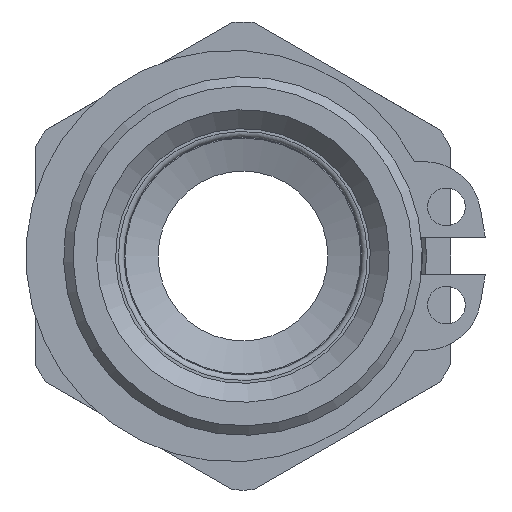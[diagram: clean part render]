
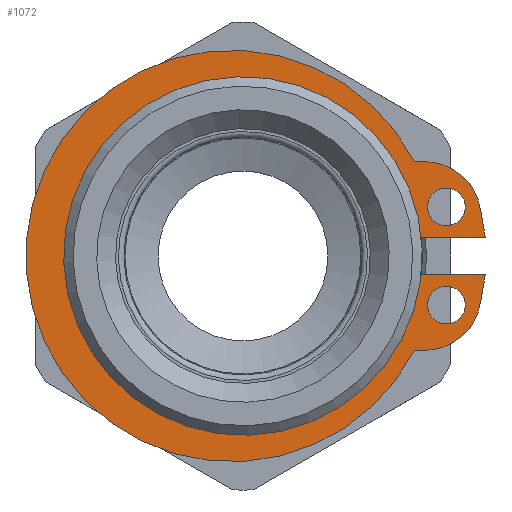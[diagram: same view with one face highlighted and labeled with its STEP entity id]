
A CAD part, left-side view. The second image highlights one B-rep face of the part: STEP entity #1072.
In plain terms, the highlighted planar face has unit normal (-1, 0, 0).
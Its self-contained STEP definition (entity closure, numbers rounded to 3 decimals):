
#95=FACE_BOUND('',#228,.T.);
#96=FACE_BOUND('',#229,.T.);
#110=PLANE('',#1169);
#160=FACE_OUTER_BOUND('',#227,.T.);
#227=EDGE_LOOP('',(#770,#771,#772,#773,#774,#775,#776,#777,#778,#779,#780));
#228=EDGE_LOOP('',(#781));
#229=EDGE_LOOP('',(#782));
#302=LINE('',#1679,#364);
#305=LINE('',#1685,#367);
#306=LINE('',#1687,#368);
#307=LINE('',#1693,#369);
#308=LINE('',#1695,#370);
#309=LINE('',#1699,#371);
#364=VECTOR('',#1333,10.);
#367=VECTOR('',#1338,10.);
#368=VECTOR('',#1339,10.);
#369=VECTOR('',#1344,10.);
#370=VECTOR('',#1345,10.);
#371=VECTOR('',#1348,10.);
#430=CIRCLE('',#1167,3.);
#431=CIRCLE('',#1170,9.);
#432=CIRCLE('',#1171,9.);
#433=CIRCLE('',#1172,3.);
#434=CIRCLE('',#1173,10.9);
#435=CIRCLE('',#1174,1.);
#436=CIRCLE('',#1175,1.);
#509=VERTEX_POINT('',#1672);
#510=VERTEX_POINT('',#1674);
#511=VERTEX_POINT('',#1678);
#513=VERTEX_POINT('',#1684);
#514=VERTEX_POINT('',#1686);
#515=VERTEX_POINT('',#1688);
#516=VERTEX_POINT('',#1690);
#517=VERTEX_POINT('',#1692);
#518=VERTEX_POINT('',#1694);
#519=VERTEX_POINT('',#1696);
#520=VERTEX_POINT('',#1698);
#521=VERTEX_POINT('',#1701);
#522=VERTEX_POINT('',#1703);
#608=EDGE_CURVE('',#509,#510,#430,.T.);
#610=EDGE_CURVE('',#510,#511,#302,.T.);
#613=EDGE_CURVE('',#513,#509,#305,.T.);
#614=EDGE_CURVE('',#514,#513,#306,.T.);
#615=EDGE_CURVE('',#515,#514,#431,.T.);
#616=EDGE_CURVE('',#516,#515,#432,.T.);
#617=EDGE_CURVE('',#517,#516,#307,.T.);
#618=EDGE_CURVE('',#518,#517,#308,.T.);
#619=EDGE_CURVE('',#519,#518,#433,.T.);
#620=EDGE_CURVE('',#520,#519,#309,.T.);
#621=EDGE_CURVE('',#511,#520,#434,.T.);
#622=EDGE_CURVE('',#521,#521,#435,.T.);
#623=EDGE_CURVE('',#522,#522,#436,.T.);
#770=ORIENTED_EDGE('',*,*,#608,.F.);
#771=ORIENTED_EDGE('',*,*,#613,.F.);
#772=ORIENTED_EDGE('',*,*,#614,.F.);
#773=ORIENTED_EDGE('',*,*,#615,.F.);
#774=ORIENTED_EDGE('',*,*,#616,.F.);
#775=ORIENTED_EDGE('',*,*,#617,.F.);
#776=ORIENTED_EDGE('',*,*,#618,.F.);
#777=ORIENTED_EDGE('',*,*,#619,.F.);
#778=ORIENTED_EDGE('',*,*,#620,.F.);
#779=ORIENTED_EDGE('',*,*,#621,.F.);
#780=ORIENTED_EDGE('',*,*,#610,.F.);
#781=ORIENTED_EDGE('',*,*,#622,.T.);
#782=ORIENTED_EDGE('',*,*,#623,.T.);
#1072=ADVANCED_FACE('',(#160,#95,#96),#110,.F.);
#1167=AXIS2_PLACEMENT_3D('',#1675,#1328,#1329);
#1169=AXIS2_PLACEMENT_3D('',#1683,#1336,#1337);
#1170=AXIS2_PLACEMENT_3D('',#1689,#1340,#1341);
#1171=AXIS2_PLACEMENT_3D('',#1691,#1342,#1343);
#1172=AXIS2_PLACEMENT_3D('',#1697,#1346,#1347);
#1173=AXIS2_PLACEMENT_3D('',#1700,#1349,#1350);
#1174=AXIS2_PLACEMENT_3D('',#1702,#1351,#1352);
#1175=AXIS2_PLACEMENT_3D('',#1704,#1353,#1354);
#1328=DIRECTION('center_axis',(1.,0.,0.));
#1329=DIRECTION('ref_axis',(0.,-0.643,-0.766));
#1333=DIRECTION('',(0.,1.,0.));
#1336=DIRECTION('center_axis',(1.,0.,0.));
#1337=DIRECTION('ref_axis',(0.,0.,
-1.));
#1338=DIRECTION('',(0.,0.174,-0.985));
#1339=DIRECTION('',(0.,-1.,0.));
#1340=DIRECTION('center_axis',(-1.,0.,0.));
#1341=DIRECTION('ref_axis',(0.,-0.744,0.668));
#1342=DIRECTION('center_axis',(-1.,0.,0.));
#1343=DIRECTION('ref_axis',(0.,-0.744,0.668));
#1344=DIRECTION('',(0.,1.,0.));
#1345=DIRECTION('',(0.,-0.174,-0.985));
#1346=DIRECTION('center_axis',(1.,0.,0.));
#1347=DIRECTION('ref_axis',(0.,-0.643,0.766));
#1348=DIRECTION('',(0.,-1.,0.));
#1349=DIRECTION('center_axis',(1.,0.,0.));
#1350=DIRECTION('ref_axis',(0.,-0.889,-0.459));
#1351=DIRECTION('center_axis',(1.,0.,0.));
#1352=DIRECTION('ref_axis',(0.,0.,
-1.));
#1353=DIRECTION('center_axis',(1.,0.,0.));
#1354=DIRECTION('ref_axis',(0.,0.,
-1.));
#1672=CARTESIAN_POINT('',(-21.7,-12.576,-2.521));
#1674=CARTESIAN_POINT('',(-21.7,-9.622,-5.));
#1675=CARTESIAN_POINT('Origin',(-21.7,-9.622,-2.));
#1678=CARTESIAN_POINT('',(-21.7,-9.086,-5.));
#1679=CARTESIAN_POINT('',(-21.7,-12.139,-5.));
#1683=CARTESIAN_POINT('Origin',(-21.7,-1.48,0.));
#1684=CARTESIAN_POINT('',(-21.7,-12.844,-1.));
#1685=CARTESIAN_POINT('',(-21.7,-12.844,-1.));
#1686=CARTESIAN_POINT('',(-21.7,-8.944,-1.));
#1687=CARTESIAN_POINT('',(-21.7,-8.944,-1.));
#1688=CARTESIAN_POINT('',(-21.7,6.694,-6.016));
#1689=CARTESIAN_POINT('Origin',(-21.7,0.,0.));
#1690=CARTESIAN_POINT('',(-21.7,-8.944,1.));
#1691=CARTESIAN_POINT('Origin',(-21.7,0.,0.));
#1692=CARTESIAN_POINT('',(-21.7,-12.844,1.));
#1693=CARTESIAN_POINT('',(-21.7,-12.844,1.));
#1694=CARTESIAN_POINT('',(-21.7,-12.576,2.521));
#1695=CARTESIAN_POINT('',(-21.7,-12.139,5.));
#1696=CARTESIAN_POINT('',(-21.7,-9.622,5.));
#1697=CARTESIAN_POINT('Origin',(-21.7,-9.622,2.));
#1698=CARTESIAN_POINT('',(-21.7,-9.086,5.));
#1699=CARTESIAN_POINT('',(-21.7,-9.086,5.));
#1700=CARTESIAN_POINT('Origin',(-21.7,0.6,0.));
#1701=CARTESIAN_POINT('',(-21.7,-10.78,-1.6));
#1702=CARTESIAN_POINT('Origin',(-21.7,-10.78,-2.6));
#1703=CARTESIAN_POINT('',(-21.7,-10.78,3.6));
#1704=CARTESIAN_POINT('Origin',(-21.7,-10.78,2.6));
